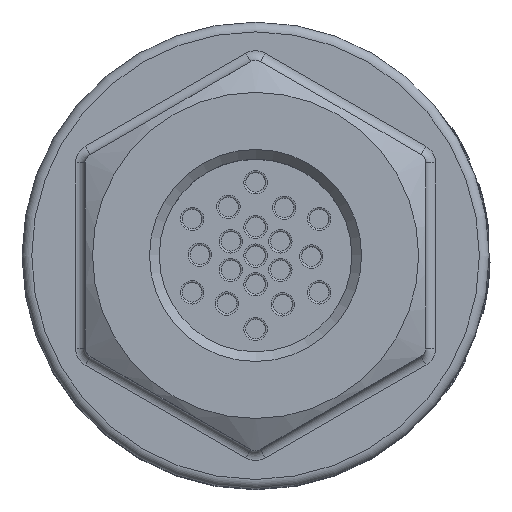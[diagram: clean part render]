
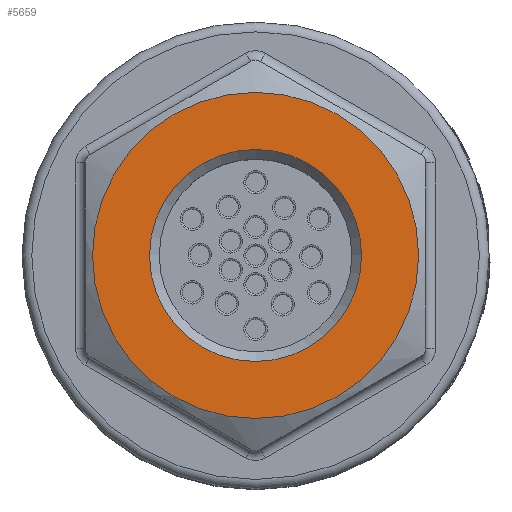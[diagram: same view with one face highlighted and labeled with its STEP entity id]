
A CAD part, top view. The second image highlights one B-rep face of the part: STEP entity #5659.
In plain terms, the highlighted planar face has unit normal (0, 0, 1).
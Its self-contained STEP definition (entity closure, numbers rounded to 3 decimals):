
#151=FACE_BOUND('',#1010,.T.);
#430=PLANE('',#6061);
#666=FACE_OUTER_BOUND('',#1009,.T.);
#1009=EDGE_LOOP('',(#4525));
#1010=EDGE_LOOP('',(#4526));
#1988=CIRCLE('',#6057,10.897);
#1991=CIRCLE('',#6062,16.757);
#2507=VERTEX_POINT('',#10842);
#2510=VERTEX_POINT('',#10852);
#3204=EDGE_CURVE('',#2507,#2507,#1988,.T.);
#3209=EDGE_CURVE('',#2510,#2510,#1991,.T.);
#4525=ORIENTED_EDGE('',*,*,#3209,.T.);
#4526=ORIENTED_EDGE('',*,*,#3204,.F.);
#5659=ADVANCED_FACE('',(#666,#151),#430,.T.);
#6057=AXIS2_PLACEMENT_3D('',#10843,#7129,#7130);
#6061=AXIS2_PLACEMENT_3D('',#10851,#7139,#7140);
#6062=AXIS2_PLACEMENT_3D('',#10853,#7141,#7142);
#7129=DIRECTION('center_axis',(0.,0.,1.));
#7130=DIRECTION('ref_axis',(-1.,0.,0.));
#7139=DIRECTION('center_axis',(0.,0.,1.));
#7140=DIRECTION('ref_axis',(1.,0.,0.));
#7141=DIRECTION('center_axis',(0.,0.,1.));
#7142=DIRECTION('ref_axis',(0.,1.,0.));
#10842=CARTESIAN_POINT('',(10.897,0.,32.5));
#10843=CARTESIAN_POINT('Origin',(0.,0.,32.5));
#10851=CARTESIAN_POINT('Origin',(0.,0.,32.5));
#10852=CARTESIAN_POINT('',(0.,-16.757,32.5));
#10853=CARTESIAN_POINT('Origin',(0.,0.,32.5));
